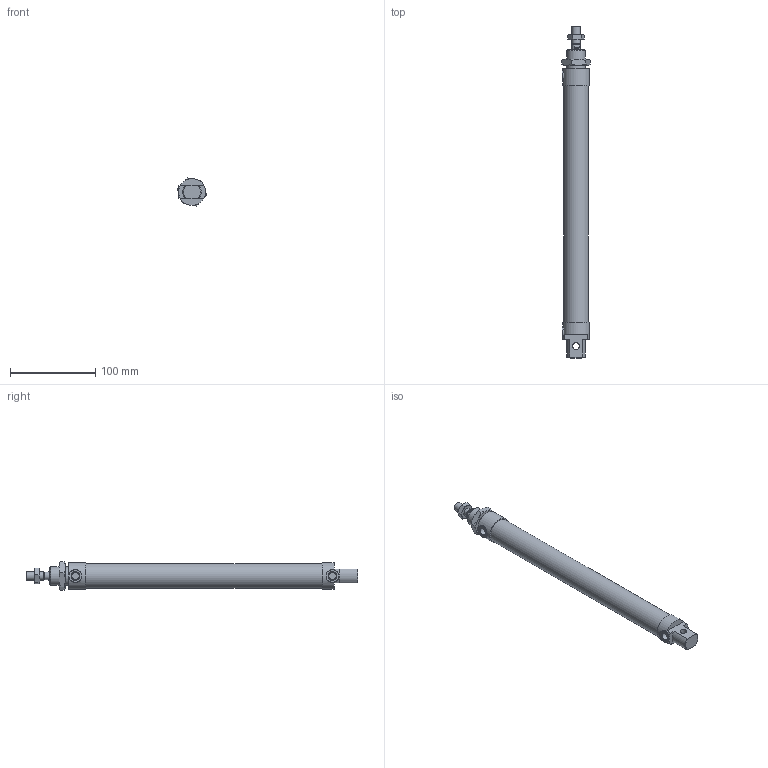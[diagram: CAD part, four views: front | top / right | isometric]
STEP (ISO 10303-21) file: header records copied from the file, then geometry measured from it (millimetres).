
FILE_DESCRIPTION((''),'2;1');
FILE_NAME('1230_25_0250.stp','2006-01-05T12:05:07',('medicfa1'),(''),'Autodesk Inventor 10','Autodesk Inventor 10','');
FILE_SCHEMA(('AUTOMOTIVE_DESIGN { 1 0 10303 214 1 1 1 1 }'));
Length unit declared in the file: millimetre
Products named in the file (5): 1230_25_0250; C1230_25_250; S1230_25_250; 1200_25_05; 1200_25_06
Assembly tree (4 placements, depth 2):
  1230_25_0250
    C1230_25_250
    S1230_25_250
    1200_25_05
    1200_25_06
Bounding box: 33.84 x 390 x 33.01 mm (x, y, z)
Volume: 232898.2 mm3; surface area: 57048.7 mm2
Topology: 4 solids, 4 shells, 93 faces, 203 edges, 125 vertices
Faces by surface type: plane 43, cone 30, cylinder 15, bspline 5
Full cylindrical faces by diameter (mm): 8 x1, 8.7 x2, 8.8 x1, 10 x3, 15 x2, 22 x1, 29 x1, 31.5 x2
Entity records: 2624 total; most frequent: CARTESIAN_POINT 735, DIRECTION 382, ORIENTED_EDGE 336, AXIS2_PLACEMENT_3D 171, EDGE_CURVE 168, EDGE_LOOP 130, VERTEX_POINT 114, FACE_OUTER_BOUND 93
